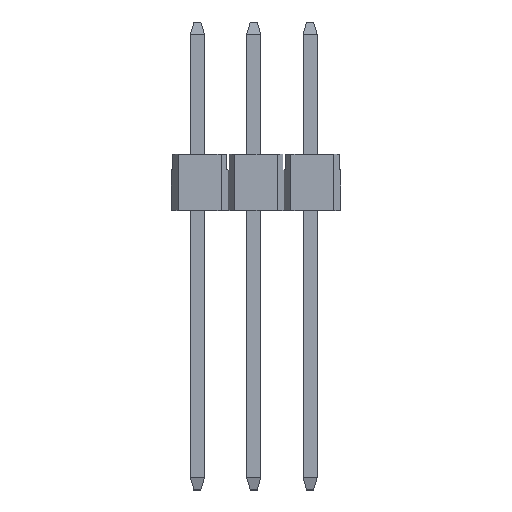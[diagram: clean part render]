
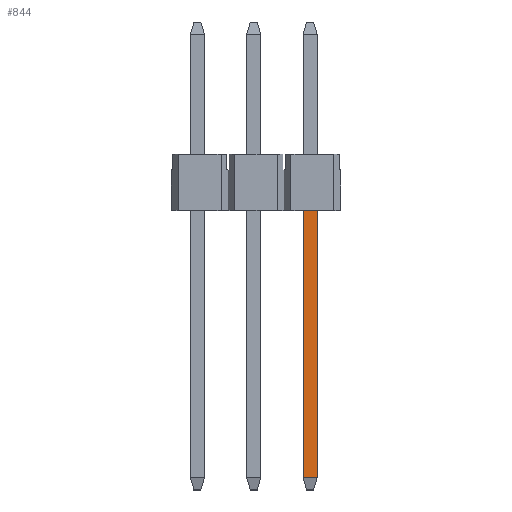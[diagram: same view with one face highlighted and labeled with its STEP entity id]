
A CAD part, top view. The second image highlights one B-rep face of the part: STEP entity #844.
In plain terms, the highlighted planar face has unit normal (0, 0, 1).
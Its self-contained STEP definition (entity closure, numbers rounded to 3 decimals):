
#768=VERTEX_POINT('',#1713);
#844=ADVANCED_FACE('',(#1795),#1796,.T.);
#984=EDGE_CURVE('',#1084,#988,#1956,.T.);
#988=VERTEX_POINT('',#1961);
#1084=VERTEX_POINT('',#2067);
#1146=EDGE_CURVE('',#1084,#1342,#2139,.T.);
#1266=EDGE_CURVE('',#1342,#768,#2273,.T.);
#1330=EDGE_CURVE('',#768,#988,#2345,.T.);
#1342=VERTEX_POINT('',#2358);
#1713=CARTESIAN_POINT('',(2.86,-14.594,0.32));
#1795=FACE_OUTER_BOUND('',#2988,.T.);
#1796=PLANE('',#2989);
#1956=LINE('',#3218,#3219);
#1961=CARTESIAN_POINT('',(2.86,-2.54,0.32));
#2067=CARTESIAN_POINT('',(2.22,-2.54,0.32));
#2139=LINE('',#3475,#3476);
#2273=LINE('',#3671,#3672);
#2345=LINE('',#3769,#3770);
#2358=CARTESIAN_POINT('',(2.22,-14.594,0.32));
#2988=EDGE_LOOP('',(#4194,#4195,#4196,#4197));
#2989=AXIS2_PLACEMENT_3D('',#4198,#4199,#4200);
#3218=CARTESIAN_POINT('',(-0.2,-2.54,0.32));
#3219=VECTOR('',#4405,1.0);
#3475=CARTESIAN_POINT('',(2.22,-4.59,0.32));
#3476=VECTOR('',#4618,1.0);
#3671=CARTESIAN_POINT('',(2.04,-14.594,0.32));
#3672=VECTOR('',#4763,1.0);
#3769=CARTESIAN_POINT('',(2.86,-14.594,0.32));
#3770=VECTOR('',#4844,1.0);
#4194=ORIENTED_EDGE('',*,*,#984,.F.);
#4195=ORIENTED_EDGE('',*,*,#1146,.T.);
#4196=ORIENTED_EDGE('',*,*,#1266,.T.);
#4197=ORIENTED_EDGE('',*,*,#1330,.T.);
#4198=CARTESIAN_POINT('',(2.04,-14.594,0.32));
#4199=DIRECTION('',(0.,0.,1.0));
#4200=DIRECTION('',(0.,-1.0,0.));
#4405=DIRECTION('',(1.0,0.,0.));
#4618=DIRECTION('',(0.,-1.0,0.));
#4763=DIRECTION('',(1.0,0.,0.));
#4844=DIRECTION('',(0.,1.0,0.));
